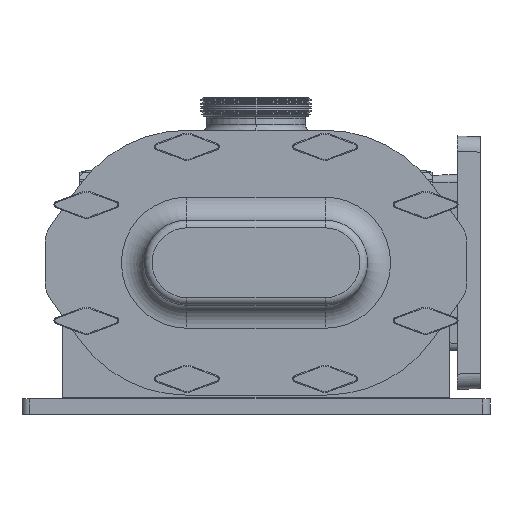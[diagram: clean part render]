
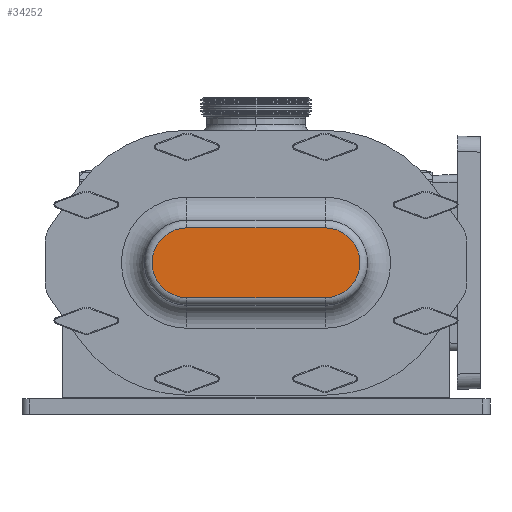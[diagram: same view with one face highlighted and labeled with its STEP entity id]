
A CAD part, left-side view. The second image highlights one B-rep face of the part: STEP entity #34252.
In plain terms, the highlighted planar face has unit normal (-1, 0, 0).
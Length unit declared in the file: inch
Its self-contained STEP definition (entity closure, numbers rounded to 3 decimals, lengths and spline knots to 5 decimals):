
#1307 = DIRECTION ( 'NONE',  ( 0., 1., 0. ) ) ;
#4463 = LINE ( 'NONE', #20558, #21028 ) ;
#4496 = ORIENTED_EDGE ( 'NONE', *, *, #34756, .T. ) ;
#5773 = EDGE_LOOP ( 'NONE', ( #18189, #38102, #4496, #25599 ) ) ;
#5857 = AXIS2_PLACEMENT_3D ( 'NONE', #17910, #14767, #21035 ) ;
#8601 = CARTESIAN_POINT ( 'NONE',  ( -2.21, -2.25, 0. ) ) ;
#8708 = FACE_OUTER_BOUND ( 'NONE', #5773, .T. ) ;
#9964 = CARTESIAN_POINT ( 'NONE',  ( -2.21, -2.25, -1.135 ) ) ;
#11379 = LINE ( 'NONE', #40444, #15857 ) ;
#13536 = VERTEX_POINT ( 'NONE', #37217 ) ;
#13942 = VERTEX_POINT ( 'NONE', #9964 ) ;
#14252 = VERTEX_POINT ( 'NONE', #23950 ) ;
#14460 = DIRECTION ( 'NONE',  ( 0., 0., 1. ) ) ;
#14767 = DIRECTION ( 'NONE',  ( -1., 0., 0. ) ) ;
#15807 = CARTESIAN_POINT ( 'NONE',  ( -2.21, 2.25, 0. ) ) ;
#15857 = VECTOR ( 'NONE', #33317, 39.37008 ) ;
#16159 = AXIS2_PLACEMENT_3D ( 'NONE', #8601, #30158, #14460 ) ;
#16695 = EDGE_CURVE ( 'NONE', #13536, #14252, #4463, .T. ) ;
#17312 = VERTEX_POINT ( 'NONE', #33960 ) ;
#17910 = CARTESIAN_POINT ( 'NONE',  ( -2.21, 2.25, 0. ) ) ;
#18106 = PLANE ( 'NONE',  #5857 ) ;
#18189 = ORIENTED_EDGE ( 'NONE', *, *, #16695, .T. ) ;
#19003 = EDGE_CURVE ( 'NONE', #13942, #13536, #39529, .T. ) ;
#19182 = CIRCLE ( 'NONE', #28555, 1.135 ) ;
#20558 = CARTESIAN_POINT ( 'NONE',  ( -2.21, 2.25, 1.135 ) ) ;
#21028 = VECTOR ( 'NONE', #1307, 39.37008 ) ;
#21035 = DIRECTION ( 'NONE',  ( 0., 0., 1. ) ) ;
#23306 = DIRECTION ( 'NONE',  ( 0., 0., 1. ) ) ;
#23950 = CARTESIAN_POINT ( 'NONE',  ( -2.21, 2.25, 1.135 ) ) ;
#25599 = ORIENTED_EDGE ( 'NONE', *, *, #19003, .T. ) ;
#28555 = AXIS2_PLACEMENT_3D ( 'NONE', #15807, #32301, #23306 ) ;
#30158 = DIRECTION ( 'NONE',  ( -1., 0., 0. ) ) ;
#32301 = DIRECTION ( 'NONE',  ( -1., 0., 0. ) ) ;
#33317 = DIRECTION ( 'NONE',  ( 0., -1., 0. ) ) ;
#33960 = CARTESIAN_POINT ( 'NONE',  ( -2.21, 2.25, -1.135 ) ) ;
#34252 = ADVANCED_FACE ( 'NONE', ( #8708 ), #18106, .T. ) ;
#34568 = EDGE_CURVE ( 'NONE', #14252, #17312, #19182, .T. ) ;
#34756 = EDGE_CURVE ( 'NONE', #17312, #13942, #11379, .T. ) ;
#37217 = CARTESIAN_POINT ( 'NONE',  ( -2.21, -2.25, 1.135 ) ) ;
#38102 = ORIENTED_EDGE ( 'NONE', *, *, #34568, .T. ) ;
#39529 = CIRCLE ( 'NONE', #16159, 1.135 ) ;
#40444 = CARTESIAN_POINT ( 'NONE',  ( -2.21, -2.25, -1.135 ) ) ;
